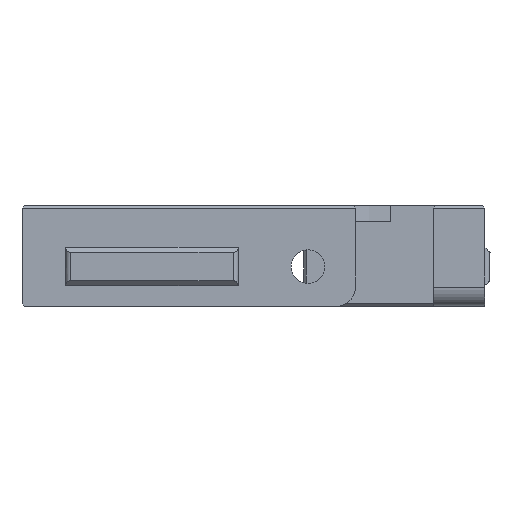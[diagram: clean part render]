
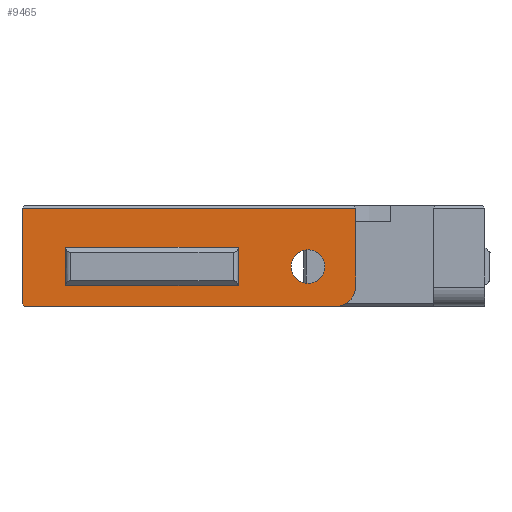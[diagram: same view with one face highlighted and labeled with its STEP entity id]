
A CAD part, front view. The second image highlights one B-rep face of the part: STEP entity #9465.
In plain terms, the highlighted planar face has unit normal (0, -1, 0).
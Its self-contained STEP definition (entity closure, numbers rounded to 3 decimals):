
#38=FACE_BOUND('',#1312,.T.);
#39=FACE_BOUND('',#1313,.T.);
#338=PLANE('',#10186);
#808=FACE_OUTER_BOUND('',#1311,.T.);
#1311=EDGE_LOOP('',(#8092,#8093,#8094,#8095,#8096,#8097));
#1312=EDGE_LOOP('',(#8098,#8099,#8100,#8101));
#1313=EDGE_LOOP('',(#8102));
#1754=CIRCLE('',#10187,3.);
#1755=CIRCLE('',#10188,2.625);
#2204=LINE('',#14558,#3321);
#2206=LINE('',#14564,#3323);
#2209=LINE('',#14572,#3326);
#2210=LINE('',#14574,#3327);
#2240=LINE('',#14644,#3357);
#2510=LINE('',#15225,#3627);
#2540=LINE('',#15284,#3657);
#2541=LINE('',#15285,#3658);
#2542=LINE('',#15288,#3659);
#3321=VECTOR('',#11639,10.);
#3323=VECTOR('',#11645,10.);
#3326=VECTOR('',#11654,10.);
#3327=VECTOR('',#11657,10.);
#3357=VECTOR('',#11719,10.);
#3627=VECTOR('',#12163,25.4);
#3657=VECTOR('',#12201,10.);
#3658=VECTOR('',#12202,25.4);
#3659=VECTOR('',#12205,10.);
#4433=VERTEX_POINT('',#14552);
#4435=VERTEX_POINT('',#14556);
#4437=VERTEX_POINT('',#14561);
#4439=VERTEX_POINT('',#14570);
#4460=VERTEX_POINT('',#14634);
#4463=VERTEX_POINT('',#14642);
#4686=VERTEX_POINT('',#15222);
#4687=VERTEX_POINT('',#15224);
#4712=VERTEX_POINT('',#15283);
#4713=VERTEX_POINT('',#15286);
#4714=VERTEX_POINT('',#15289);
#5547=EDGE_CURVE('',#4433,#4435,#2204,.T.);
#5550=EDGE_CURVE('',#4437,#4433,#2206,.T.);
#5554=EDGE_CURVE('',#4435,#4439,#2209,.T.);
#5555=EDGE_CURVE('',#4439,#4437,#2210,.T.);
#5589=EDGE_CURVE('',#4463,#4460,#2240,.T.);
#5882=EDGE_CURVE('',#4686,#4687,#2510,.T.);
#5912=EDGE_CURVE('',#4712,#4463,#2540,.T.);
#5913=EDGE_CURVE('',#4712,#4687,#2541,.T.);
#5914=EDGE_CURVE('',#4713,#4686,#1754,.T.);
#5915=EDGE_CURVE('',#4713,#4460,#2542,.T.);
#5916=EDGE_CURVE('',#4714,#4714,#1755,.T.);
#8092=ORIENTED_EDGE('',*,*,#5589,.F.);
#8093=ORIENTED_EDGE('',*,*,#5912,.F.);
#8094=ORIENTED_EDGE('',*,*,#5913,.T.);
#8095=ORIENTED_EDGE('',*,*,#5882,.F.);
#8096=ORIENTED_EDGE('',*,*,#5914,.F.);
#8097=ORIENTED_EDGE('',*,*,#5915,.T.);
#8098=ORIENTED_EDGE('',*,*,#5547,.T.);
#8099=ORIENTED_EDGE('',*,*,#5554,.T.);
#8100=ORIENTED_EDGE('',*,*,#5555,.T.);
#8101=ORIENTED_EDGE('',*,*,#5550,.T.);
#8102=ORIENTED_EDGE('',*,*,#5916,.F.);
#9465=ADVANCED_FACE('',(#808,#38,#39),#338,.F.);
#10186=AXIS2_PLACEMENT_3D('',#15282,#12199,#12200);
#10187=AXIS2_PLACEMENT_3D('',#15287,#12203,#12204);
#10188=AXIS2_PLACEMENT_3D('',#15290,#12206,#12207);
#11639=DIRECTION('',(0.,0.,1.));
#11645=DIRECTION('',(-1.,0.,0.));
#11654=DIRECTION('',(1.,0.,0.));
#11657=DIRECTION('',(0.,0.,-1.));
#11719=DIRECTION('',(1.,0.,0.));
#12163=DIRECTION('',(-1.,0.,0.));
#12199=DIRECTION('center_axis',(0.,1.,0.));
#12200=DIRECTION('ref_axis',(-1.,0.,0.));
#12201=DIRECTION('',(0.,0.,1.));
#12202=DIRECTION('',(0.707,0.,-0.707));
#12203=DIRECTION('center_axis',(0.,1.,0.));
#12204=DIRECTION('ref_axis',(0.707,0.,-0.707));
#12205=DIRECTION('',(0.,0.,1.));
#12206=DIRECTION('center_axis',(0.,-1.,0.));
#12207=DIRECTION('ref_axis',(-1.,0.,0.));
#14552=CARTESIAN_POINT('',(184.585,-317.685,-13.415));
#14556=CARTESIAN_POINT('',(184.585,-317.685,-7.415));
#14558=CARTESIAN_POINT('',(184.585,-317.685,-11.965));
#14561=CARTESIAN_POINT('',(211.485,-317.685,-13.415));
#14564=CARTESIAN_POINT('',(274.535,-317.685,-13.415));
#14570=CARTESIAN_POINT('',(211.485,-317.685,-7.415));
#14572=CARTESIAN_POINT('',(254.535,-317.685,-7.415));
#14574=CARTESIAN_POINT('',(211.485,-317.685,-11.391));
#14634=CARTESIAN_POINT('',(229.77,-317.685,-1.31));
#14642=CARTESIAN_POINT('',(177.785,-317.685,-1.31));
#14644=CARTESIAN_POINT('',(240.81,-317.685,-1.31));
#15222=CARTESIAN_POINT('',(226.77,-317.685,-16.615));
#15224=CARTESIAN_POINT('',(178.185,-317.685,-16.615));
#15225=CARTESIAN_POINT('',(249.06,-317.685,-16.615));
#15282=CARTESIAN_POINT('Origin',(266.535,-317.685,-13.11));
#15283=CARTESIAN_POINT('',(177.785,-317.685,-16.215));
#15284=CARTESIAN_POINT('',(177.785,-317.685,-10.936));
#15285=CARTESIAN_POINT('',(199.296,-317.685,-37.726));
#15286=CARTESIAN_POINT('',(229.77,-317.685,-13.615));
#15287=CARTESIAN_POINT('Origin',(226.77,-317.685,-13.615));
#15288=CARTESIAN_POINT('',(229.77,-317.685,-4.415));
#15289=CARTESIAN_POINT('',(219.745,-317.685,-10.415));
#15290=CARTESIAN_POINT('Origin',(222.37,-317.685,-10.415));
